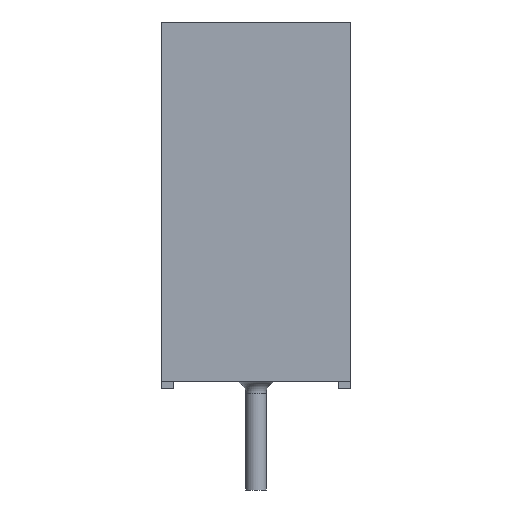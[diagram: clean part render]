
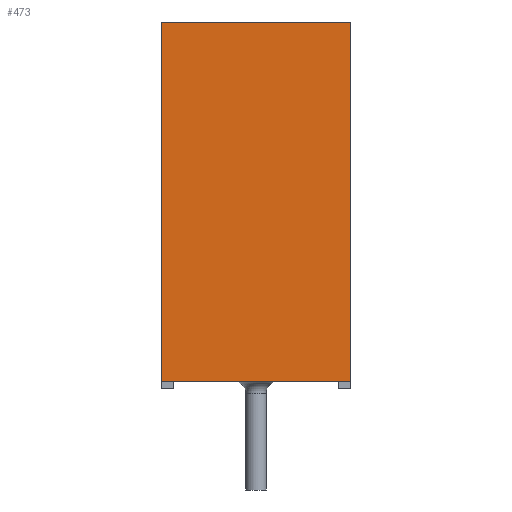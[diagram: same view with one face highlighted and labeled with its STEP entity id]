
A CAD part, left-side view. The second image highlights one B-rep face of the part: STEP entity #473.
In plain terms, the highlighted planar face has unit normal (-1, 0, 0).
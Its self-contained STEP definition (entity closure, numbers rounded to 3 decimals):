
#473 = ADVANCED_FACE( '', ( #1077 ), #1078, .F. );
#1077 = FACE_OUTER_BOUND( '', #1835, .T. );
#1078 = PLANE( '', #1836 );
#1835 = EDGE_LOOP( '', ( #3596, #3597, #3598, #3599 ) );
#1836 = AXIS2_PLACEMENT_3D( '', #3600, #3601, #3602 );
#3596 = ORIENTED_EDGE( '', *, *, #5169, .T. );
#3597 = ORIENTED_EDGE( '', *, *, #5429, .F. );
#3598 = ORIENTED_EDGE( '', *, *, #5273, .F. );
#3599 = ORIENTED_EDGE( '', *, *, #5462, .T. );
#3600 = CARTESIAN_POINT( '', ( -9., -3.75, 7.1 ) );
#3601 = DIRECTION( '', ( 1., 0., 0. ) );
#3602 = DIRECTION( '', ( 0., 0., -1. ) );
#5169 = EDGE_CURVE( '', #6119, #6120, #6121, .T. );
#5273 = EDGE_CURVE( '', #6293, #6294, #6295, .T. );
#5429 = EDGE_CURVE( '', #6294, #6120, #6533, .T. );
#5462 = EDGE_CURVE( '', #6293, #6119, #6577, .T. );
#6119 = VERTEX_POINT( '', #7969 );
#6120 = VERTEX_POINT( '', #7970 );
#6121 = LINE( '', #7971, #7972 );
#6293 = VERTEX_POINT( '', #8546 );
#6294 = VERTEX_POINT( '', #8547 );
#6295 = LINE( '', #8548, #8549 );
#6533 = LINE( '', #9210, #9211 );
#6577 = LINE( '', #9303, #9304 );
#7969 = CARTESIAN_POINT( '', ( -9., 3.75, 7.1 ) );
#7970 = CARTESIAN_POINT( '', ( -9., 3.75, -7.1 ) );
#7971 = CARTESIAN_POINT( '', ( -9., 3.75, 7.1 ) );
#7972 = VECTOR( '', #10250, 1000. );
#8546 = CARTESIAN_POINT( '', ( -9., -3.75, 7.1 ) );
#8547 = CARTESIAN_POINT( '', ( -9., -3.75, -7.1 ) );
#8548 = CARTESIAN_POINT( '', ( -9., -3.75, 7.1 ) );
#8549 = VECTOR( '', #10314, 1000. );
#9210 = CARTESIAN_POINT( '', ( -9., -3.75, -7.1 ) );
#9211 = VECTOR( '', #10386, 1000. );
#9303 = CARTESIAN_POINT( '', ( -9., -3.75, 7.1 ) );
#9304 = VECTOR( '', #10403, 1000. );
#10250 = DIRECTION( '', ( 0., 0., -1. ) );
#10314 = DIRECTION( '', ( 0., 0., -1. ) );
#10386 = DIRECTION( '', ( 0., 1., 0. ) );
#10403 = DIRECTION( '', ( 0., 1., 0. ) );
